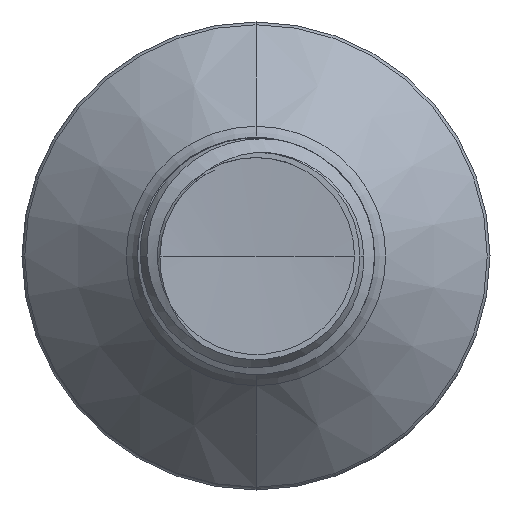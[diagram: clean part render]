
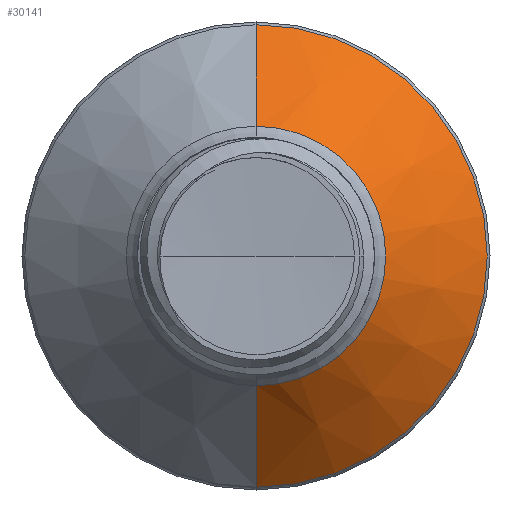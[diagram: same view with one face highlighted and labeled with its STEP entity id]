
A CAD part, front view. The second image highlights one B-rep face of the part: STEP entity #30141.
In plain terms, the highlighted conical face has half-angle 45 degrees and reference radius 4.381 mm.
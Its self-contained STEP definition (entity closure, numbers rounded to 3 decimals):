
#1984 = AXIS2_PLACEMENT_3D ( 'NONE', #32531, #17167, #34832 ) ;
#2551 = LINE ( 'NONE', #7860, #10323 ) ;
#3429 = AXIS2_PLACEMENT_3D ( 'NONE', #15820, #33848, #18786 ) ;
#4320 = CARTESIAN_POINT ( 'NONE',  ( 0., 20.558, 0. ) ) ;
#5185 = VERTEX_POINT ( 'NONE', #30714 ) ;
#7307 = DIRECTION ( 'NONE',  ( 0., 1., 0. ) ) ;
#7860 = CARTESIAN_POINT ( 'NONE',  ( 0., 20.558, -4.381 ) ) ;
#7895 = DIRECTION ( 'NONE',  ( 0., 0.707, -0.707 ) ) ;
#8307 = ORIENTED_EDGE ( 'NONE', *, *, #14740, .T. ) ;
#8402 = ORIENTED_EDGE ( 'NONE', *, *, #31282, .F. ) ;
#9001 = CARTESIAN_POINT ( 'NONE',  ( 0., 23.985, -7.807 ) ) ;
#10103 = CARTESIAN_POINT ( 'NONE',  ( 0., 20.558, 4.381 ) ) ;
#10323 = VECTOR ( 'NONE', #7895, 1000. ) ;
#13671 = VERTEX_POINT ( 'NONE', #9001 ) ;
#14740 = EDGE_CURVE ( 'NONE', #5185, #13671, #2551, .T. ) ;
#15820 = CARTESIAN_POINT ( 'NONE',  ( 0., 20.558, 0. ) ) ;
#17167 = DIRECTION ( 'NONE',  ( 0., 1., 0. ) ) ;
#18750 = AXIS2_PLACEMENT_3D ( 'NONE', #4320, #7307, #26904 ) ;
#18786 = DIRECTION ( 'NONE',  ( 0., 0., 1. ) ) ;
#18940 = ORIENTED_EDGE ( 'NONE', *, *, #23146, .F. ) ;
#19603 = VERTEX_POINT ( 'NONE', #10103 ) ;
#20575 = VECTOR ( 'NONE', #23144, 1000. ) ;
#20670 = CIRCLE ( 'NONE', #3429, 4.381 ) ;
#21448 = LINE ( 'NONE', #25838, #20575 ) ;
#21662 = EDGE_CURVE ( 'NONE', #19603, #5185, #20670, .T. ) ;
#23144 = DIRECTION ( 'NONE',  ( 0., 0.707, 0.707 ) ) ;
#23146 = EDGE_CURVE ( 'NONE', #32333, #13671, #27227, .T. ) ;
#25838 = CARTESIAN_POINT ( 'NONE',  ( 0., 20.558, 4.381 ) ) ;
#26904 = DIRECTION ( 'NONE',  ( 0., 0., 1. ) ) ;
#27227 = CIRCLE ( 'NONE', #1984, 7.807 ) ;
#28719 = ORIENTED_EDGE ( 'NONE', *, *, #21662, .T. ) ;
#29054 = CONICAL_SURFACE ( 'NONE', #18750, 4.381, 0.785 ) ;
#30141 = ADVANCED_FACE ( 'NONE', ( #30546 ), #29054, .T. ) ;
#30546 = FACE_OUTER_BOUND ( 'NONE', #34597, .T. ) ;
#30714 = CARTESIAN_POINT ( 'NONE',  ( 0., 20.558, -4.381 ) ) ;
#31282 = EDGE_CURVE ( 'NONE', #19603, #32333, #21448, .T. ) ;
#32333 = VERTEX_POINT ( 'NONE', #33794 ) ;
#32531 = CARTESIAN_POINT ( 'NONE',  ( 0., 23.985, 0. ) ) ;
#33794 = CARTESIAN_POINT ( 'NONE',  ( 0., 23.985, 7.807 ) ) ;
#33848 = DIRECTION ( 'NONE',  ( 0., 1., 0. ) ) ;
#34597 = EDGE_LOOP ( 'NONE', ( #28719, #8307, #18940, #8402 ) ) ;
#34832 = DIRECTION ( 'NONE',  ( 0., 0., 1. ) ) ;
